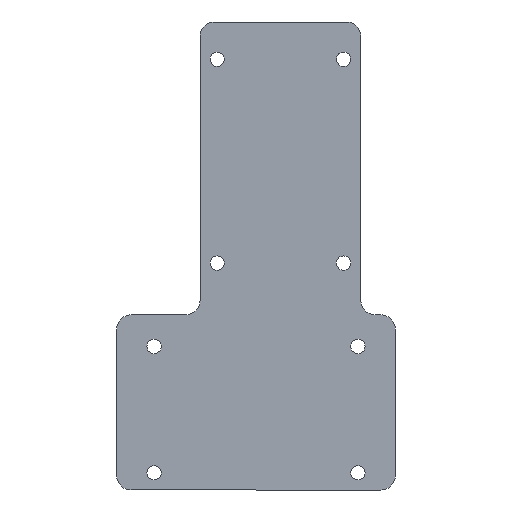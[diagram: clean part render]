
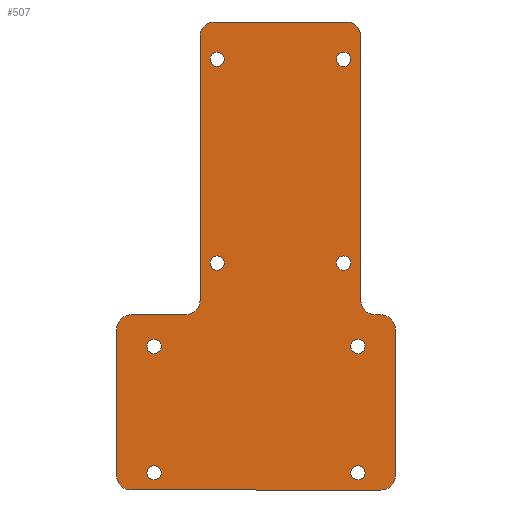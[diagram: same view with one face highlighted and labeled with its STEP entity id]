
A CAD part, front view. The second image highlights one B-rep face of the part: STEP entity #507.
In plain terms, the highlighted planar face has unit normal (0, -1, 0).
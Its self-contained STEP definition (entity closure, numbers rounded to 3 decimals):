
#23=FACE_BOUND('',#82,.T.);
#24=FACE_BOUND('',#83,.T.);
#25=FACE_BOUND('',#84,.T.);
#26=FACE_BOUND('',#85,.T.);
#27=FACE_BOUND('',#86,.T.);
#28=FACE_BOUND('',#87,.T.);
#29=FACE_BOUND('',#88,.T.);
#30=FACE_BOUND('',#89,.T.);
#35=PLANE('',#565);
#47=FACE_OUTER_BOUND('',#81,.T.);
#81=EDGE_LOOP('',(#385,#386,#387,#388,#389,#390,#391,#392,#393,#394,#395,
#396,#397,#398,#399,#400));
#82=EDGE_LOOP('',(#401));
#83=EDGE_LOOP('',(#402));
#84=EDGE_LOOP('',(#403));
#85=EDGE_LOOP('',(#404));
#86=EDGE_LOOP('',(#405));
#87=EDGE_LOOP('',(#406));
#88=EDGE_LOOP('',(#407));
#89=EDGE_LOOP('',(#408));
#113=LINE('',#772,#153);
#123=LINE('',#824,#163);
#124=LINE('',#827,#164);
#126=LINE('',#833,#166);
#127=LINE('',#837,#167);
#128=LINE('',#841,#168);
#129=LINE('',#845,#169);
#130=LINE('',#849,#170);
#153=VECTOR('',#613,10.);
#163=VECTOR('',#661,10.);
#164=VECTOR('',#664,10.);
#166=VECTOR('',#670,10.);
#167=VECTOR('',#673,10.);
#168=VECTOR('',#676,10.);
#169=VECTOR('',#679,10.);
#170=VECTOR('',#682,10.);
#190=CIRCLE('',#543,5.);
#206=CIRCLE('',#562,5.);
#207=CIRCLE('',#566,5.);
#208=CIRCLE('',#567,5.);
#209=CIRCLE('',#568,5.);
#210=CIRCLE('',#569,5.);
#211=CIRCLE('',#570,5.);
#212=CIRCLE('',#571,5.);
#213=CIRCLE('',#572,2.5);
#214=CIRCLE('',#573,2.5);
#215=CIRCLE('',#574,2.5);
#216=CIRCLE('',#575,2.5);
#217=CIRCLE('',#576,2.5);
#218=CIRCLE('',#577,2.5);
#219=CIRCLE('',#578,2.5);
#220=CIRCLE('',#579,2.5);
#223=VERTEX_POINT('',#762);
#224=VERTEX_POINT('',#764);
#226=VERTEX_POINT('',#770);
#248=VERTEX_POINT('',#818);
#249=VERTEX_POINT('',#822);
#250=VERTEX_POINT('',#826);
#251=VERTEX_POINT('',#830);
#252=VERTEX_POINT('',#832);
#253=VERTEX_POINT('',#834);
#254=VERTEX_POINT('',#836);
#255=VERTEX_POINT('',#838);
#256=VERTEX_POINT('',#840);
#257=VERTEX_POINT('',#842);
#258=VERTEX_POINT('',#844);
#259=VERTEX_POINT('',#846);
#260=VERTEX_POINT('',#848);
#261=VERTEX_POINT('',#851);
#262=VERTEX_POINT('',#853);
#263=VERTEX_POINT('',#855);
#264=VERTEX_POINT('',#857);
#265=VERTEX_POINT('',#859);
#266=VERTEX_POINT('',#861);
#267=VERTEX_POINT('',#863);
#268=VERTEX_POINT('',#865);
#271=EDGE_CURVE('',#223,#224,#190,.T.);
#275=EDGE_CURVE('',#226,#223,#113,.F.);
#298=EDGE_CURVE('',#248,#226,#206,.T.);
#301=EDGE_CURVE('',#249,#248,#123,.T.);
#302=EDGE_CURVE('',#224,#250,#124,.T.);
#304=EDGE_CURVE('',#251,#249,#207,.T.);
#305=EDGE_CURVE('',#252,#251,#126,.T.);
#306=EDGE_CURVE('',#253,#252,#208,.T.);
#307=EDGE_CURVE('',#254,#253,#127,.T.);
#308=EDGE_CURVE('',#255,#254,#209,.T.);
#309=EDGE_CURVE('',#256,#255,#128,.T.);
#310=EDGE_CURVE('',#257,#256,#210,.T.);
#311=EDGE_CURVE('',#258,#257,#129,.T.);
#312=EDGE_CURVE('',#259,#258,#211,.T.);
#313=EDGE_CURVE('',#260,#259,#130,.T.);
#314=EDGE_CURVE('',#250,#260,#212,.T.);
#315=EDGE_CURVE('',#261,#261,#213,.T.);
#316=EDGE_CURVE('',#262,#262,#214,.T.);
#317=EDGE_CURVE('',#263,#263,#215,.T.);
#318=EDGE_CURVE('',#264,#264,#216,.T.);
#319=EDGE_CURVE('',#265,#265,#217,.T.);
#320=EDGE_CURVE('',#266,#266,#218,.T.);
#321=EDGE_CURVE('',#267,#267,#219,.T.);
#322=EDGE_CURVE('',#268,#268,#220,.T.);
#385=ORIENTED_EDGE('',*,*,#271,.F.);
#386=ORIENTED_EDGE('',*,*,#275,.F.);
#387=ORIENTED_EDGE('',*,*,#298,.F.);
#388=ORIENTED_EDGE('',*,*,#301,.F.);
#389=ORIENTED_EDGE('',*,*,#304,.F.);
#390=ORIENTED_EDGE('',*,*,#305,.F.);
#391=ORIENTED_EDGE('',*,*,#306,.F.);
#392=ORIENTED_EDGE('',*,*,#307,.F.);
#393=ORIENTED_EDGE('',*,*,#308,.F.);
#394=ORIENTED_EDGE('',*,*,#309,.F.);
#395=ORIENTED_EDGE('',*,*,#310,.F.);
#396=ORIENTED_EDGE('',*,*,#311,.F.);
#397=ORIENTED_EDGE('',*,*,#312,.F.);
#398=ORIENTED_EDGE('',*,*,#313,.F.);
#399=ORIENTED_EDGE('',*,*,#314,.F.);
#400=ORIENTED_EDGE('',*,*,#302,.F.);
#401=ORIENTED_EDGE('',*,*,#315,.T.);
#402=ORIENTED_EDGE('',*,*,#316,.T.);
#403=ORIENTED_EDGE('',*,*,#317,.T.);
#404=ORIENTED_EDGE('',*,*,#318,.T.);
#405=ORIENTED_EDGE('',*,*,#319,.T.);
#406=ORIENTED_EDGE('',*,*,#320,.T.);
#407=ORIENTED_EDGE('',*,*,#321,.T.);
#408=ORIENTED_EDGE('',*,*,#322,.T.);
#507=ADVANCED_FACE('',(#47,#23,#24,#25,#26,#27,#28,#29,#30),#35,.F.);
#543=AXIS2_PLACEMENT_3D('',#765,#606,#607);
#562=AXIS2_PLACEMENT_3D('',#819,#655,#656);
#565=AXIS2_PLACEMENT_3D('',#829,#666,#667);
#566=AXIS2_PLACEMENT_3D('',#831,#668,#669);
#567=AXIS2_PLACEMENT_3D('',#835,#671,#672);
#568=AXIS2_PLACEMENT_3D('',#839,#674,#675);
#569=AXIS2_PLACEMENT_3D('',#843,#677,#678);
#570=AXIS2_PLACEMENT_3D('',#847,#680,#681);
#571=AXIS2_PLACEMENT_3D('',#850,#683,#684);
#572=AXIS2_PLACEMENT_3D('',#852,#685,#686);
#573=AXIS2_PLACEMENT_3D('',#854,#687,#688);
#574=AXIS2_PLACEMENT_3D('',#856,#689,#690);
#575=AXIS2_PLACEMENT_3D('',#858,#691,#692);
#576=AXIS2_PLACEMENT_3D('',#860,#693,#694);
#577=AXIS2_PLACEMENT_3D('',#862,#695,#696);
#578=AXIS2_PLACEMENT_3D('',#864,#697,#698);
#579=AXIS2_PLACEMENT_3D('',#866,#699,#700);
#606=DIRECTION('center_axis',(0.,1.,0.));
#607=DIRECTION('ref_axis',(-0.707,0.,-0.707));
#613=DIRECTION('',(1.,0.,0.));
#655=DIRECTION('center_axis',(0.,1.,0.));
#656=DIRECTION('ref_axis',(0.707,0.,-0.707));
#661=DIRECTION('',(0.,0.,-1.));
#664=DIRECTION('',(0.,0.,1.));
#666=DIRECTION('center_axis',(0.,1.,0.));
#667=DIRECTION('ref_axis',(-1.,0.,0.));
#668=DIRECTION('center_axis',(0.,1.,0.));
#669=DIRECTION('ref_axis',(0.707,0.,0.707));
#670=DIRECTION('',(1.,0.,0.));
#671=DIRECTION('center_axis',(0.,-1.,0.));
#672=DIRECTION('ref_axis',(-0.707,0.,-0.707));
#673=DIRECTION('',(0.,0.,-1.));
#674=DIRECTION('center_axis',(0.,1.,0.));
#675=DIRECTION('ref_axis',(0.707,0.,0.707));
#676=DIRECTION('',(1.,0.,0.));
#677=DIRECTION('center_axis',(0.,1.,0.));
#678=DIRECTION('ref_axis',(-0.707,0.,0.707));
#679=DIRECTION('',(0.,0.,1.));
#680=DIRECTION('center_axis',(0.,-1.,0.));
#681=DIRECTION('ref_axis',(0.707,0.,-0.707));
#682=DIRECTION('',(1.,0.,0.));
#683=DIRECTION('center_axis',(0.,1.,0.));
#684=DIRECTION('ref_axis',(-0.707,0.,0.707));
#685=DIRECTION('center_axis',(0.,1.,0.));
#686=DIRECTION('ref_axis',(-1.,0.,0.));
#687=DIRECTION('center_axis',(0.,1.,0.));
#688=DIRECTION('ref_axis',(-1.,0.,0.));
#689=DIRECTION('center_axis',(0.,1.,0.));
#690=DIRECTION('ref_axis',(-1.,0.,0.));
#691=DIRECTION('center_axis',(0.,1.,0.));
#692=DIRECTION('ref_axis',(-1.,0.,0.));
#693=DIRECTION('center_axis',(0.,1.,0.));
#694=DIRECTION('ref_axis',(-1.,0.,0.));
#695=DIRECTION('center_axis',(0.,1.,0.));
#696=DIRECTION('ref_axis',(-1.,0.,0.));
#697=DIRECTION('center_axis',(0.,1.,0.));
#698=DIRECTION('ref_axis',(-1.,0.,0.));
#699=DIRECTION('center_axis',(0.,1.,0.));
#700=DIRECTION('ref_axis',(-1.,0.,0.));
#762=CARTESIAN_POINT('',(-52.161,40.132,-4.022));
#764=CARTESIAN_POINT('',(-57.161,40.132,0.978));
#765=CARTESIAN_POINT('Origin',(-52.161,40.132,0.978));
#770=CARTESIAN_POINT('',(34.839,40.132,-4.022));
#772=CARTESIAN_POINT('',(15.589,40.132,-4.022));
#818=CARTESIAN_POINT('',(39.839,40.132,0.978));
#819=CARTESIAN_POINT('Origin',(34.839,40.132,0.978));
#822=CARTESIAN_POINT('',(39.839,40.132,51.978));
#824=CARTESIAN_POINT('',(39.839,40.132,56.978));
#826=CARTESIAN_POINT('',(-57.161,40.132,51.978));
#827=CARTESIAN_POINT('',(-57.161,40.132,0.978));
#829=CARTESIAN_POINT('Origin',(-8.661,40.132,79.978));
#830=CARTESIAN_POINT('',(34.839,40.132,56.978));
#831=CARTESIAN_POINT('Origin',(34.839,40.132,51.978));
#832=CARTESIAN_POINT('',(32.839,40.132,56.978));
#833=CARTESIAN_POINT('',(27.839,40.132,56.978));
#834=CARTESIAN_POINT('',(27.839,40.132,61.978));
#835=CARTESIAN_POINT('Origin',(32.839,40.132,61.978));
#836=CARTESIAN_POINT('',(27.839,40.132,153.978));
#837=CARTESIAN_POINT('',(27.839,40.132,158.978));
#838=CARTESIAN_POINT('',(22.839,40.132,158.978));
#839=CARTESIAN_POINT('Origin',(22.839,40.132,153.978));
#840=CARTESIAN_POINT('',(-23.161,40.132,158.978));
#841=CARTESIAN_POINT('',(-28.161,40.132,158.978));
#842=CARTESIAN_POINT('',(-28.161,40.132,153.978));
#843=CARTESIAN_POINT('Origin',(-23.161,40.132,153.978));
#844=CARTESIAN_POINT('',(-28.161,40.132,61.978));
#845=CARTESIAN_POINT('',(-28.161,40.132,56.978));
#846=CARTESIAN_POINT('',(-33.161,40.132,56.978));
#847=CARTESIAN_POINT('Origin',(-33.161,40.132,61.978));
#848=CARTESIAN_POINT('',(-52.161,40.132,56.978));
#849=CARTESIAN_POINT('',(-57.161,40.132,56.978));
#850=CARTESIAN_POINT('Origin',(-52.161,40.132,51.978));
#851=CARTESIAN_POINT('',(-19.661,40.132,145.978));
#852=CARTESIAN_POINT('Origin',(-22.161,40.132,145.978));
#853=CARTESIAN_POINT('',(-41.661,40.132,1.978));
#854=CARTESIAN_POINT('Origin',(-44.161,40.132,1.978));
#855=CARTESIAN_POINT('',(24.339,40.132,74.978));
#856=CARTESIAN_POINT('Origin',(21.839,40.132,74.978));
#857=CARTESIAN_POINT('',(-19.661,40.132,74.978));
#858=CARTESIAN_POINT('Origin',(-22.161,40.132,74.978));
#859=CARTESIAN_POINT('',(-41.661,40.132,45.978));
#860=CARTESIAN_POINT('Origin',(-44.161,40.132,45.978));
#861=CARTESIAN_POINT('',(29.339,40.132,1.978));
#862=CARTESIAN_POINT('Origin',(26.839,40.132,1.978));
#863=CARTESIAN_POINT('',(24.339,40.132,145.978));
#864=CARTESIAN_POINT('Origin',(21.839,40.132,145.978));
#865=CARTESIAN_POINT('',(29.339,40.132,45.978));
#866=CARTESIAN_POINT('Origin',(26.839,40.132,45.978));
